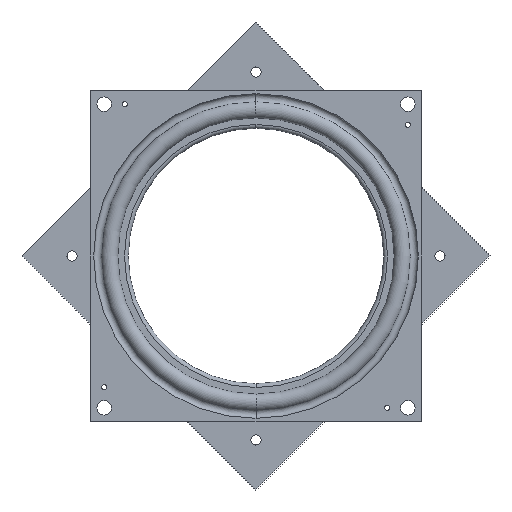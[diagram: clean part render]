
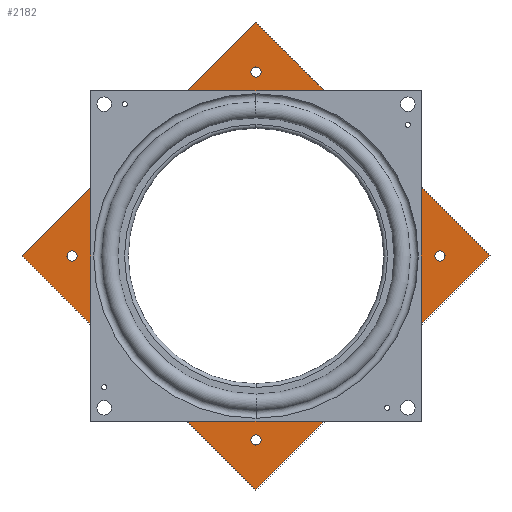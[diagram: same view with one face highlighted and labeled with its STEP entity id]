
A CAD part, front view. The second image highlights one B-rep face of the part: STEP entity #2182.
In plain terms, the highlighted planar face has unit normal (0, -1, 0).
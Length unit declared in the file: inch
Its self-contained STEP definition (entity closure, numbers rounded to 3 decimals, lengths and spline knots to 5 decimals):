
#27 = CARTESIAN_POINT ( 'NONE',  ( 4.28719, 0.101, 0. ) ) ;
#32 = EDGE_CURVE ( 'NONE', #2171, #678, #1094, .T. ) ;
#41 = LINE ( 'NONE', #487, #705 ) ;
#80 = FACE_BOUND ( 'NONE', #2252, .T. ) ;
#111 = VERTEX_POINT ( 'NONE', #891 ) ;
#203 = CARTESIAN_POINT ( 'NONE',  ( 3.37007, 0.101, -0.094 ) ) ;
#222 = AXIS2_PLACEMENT_3D ( 'NONE', #1465, #1453, #2248 ) ;
#243 = ORIENTED_EDGE ( 'NONE', *, *, #32, .T. ) ;
#267 = PLANE ( 'NONE',  #2221 ) ;
#282 = VERTEX_POINT ( 'NONE', #1711 ) ;
#487 = CARTESIAN_POINT ( 'NONE',  ( 0., 0.101, -4.28719 ) ) ;
#488 = ORIENTED_EDGE ( 'NONE', *, *, #1350, .T. ) ;
#496 = DIRECTION ( 'NONE',  ( 0.707, 0., 0.707 ) ) ;
#515 = CIRCLE ( 'NONE', #2293, 0.094 ) ;
#524 = VERTEX_POINT ( 'NONE', #1770 ) ;
#546 = DIRECTION ( 'NONE',  ( 0., 1., 0. ) ) ;
#547 = ORIENTED_EDGE ( 'NONE', *, *, #1618, .T. ) ;
#550 = DIRECTION ( 'NONE',  ( 0., 1., 0. ) ) ;
#555 = DIRECTION ( 'NONE',  ( 0., 0., 1. ) ) ;
#571 = CARTESIAN_POINT ( 'NONE',  ( 0., 0.101, 0. ) ) ;
#603 = ORIENTED_EDGE ( 'NONE', *, *, #2488, .T. ) ;
#627 = CIRCLE ( 'NONE', #1199, 0.094 ) ;
#636 = AXIS2_PLACEMENT_3D ( 'NONE', #2370, #546, #2150 ) ;
#657 = CARTESIAN_POINT ( 'NONE',  ( 0., 0.101, 3.0026 ) ) ;
#666 = VERTEX_POINT ( 'NONE', #203 ) ;
#676 = VERTEX_POINT ( 'NONE', #1027 ) ;
#678 = VERTEX_POINT ( 'NONE', #1445 ) ;
#692 = CARTESIAN_POINT ( 'NONE',  ( 2.9736, 0.101, 0. ) ) ;
#705 = VECTOR ( 'NONE', #496, 39.37008 ) ;
#712 = DIRECTION ( 'NONE',  ( 0., 1., 0. ) ) ;
#782 = EDGE_CURVE ( 'NONE', #524, #676, #868, .T. ) ;
#795 = DIRECTION ( 'NONE',  ( 0., 0., 1. ) ) ;
#842 = ORIENTED_EDGE ( 'NONE', *, *, #1398, .T. ) ;
#854 = EDGE_CURVE ( 'NONE', #1243, #666, #1942, .T. ) ;
#868 = CIRCLE ( 'NONE', #222, 0.094 ) ;
#891 = CARTESIAN_POINT ( 'NONE',  ( -4.28719, 0.101, 0. ) ) ;
#944 = VERTEX_POINT ( 'NONE', #1759 ) ;
#960 = ORIENTED_EDGE ( 'NONE', *, *, #1008, .T. ) ;
#994 = AXIS2_PLACEMENT_3D ( 'NONE', #1927, #712, #1765 ) ;
#1000 = DIRECTION ( 'NONE',  ( 0., 1., 0. ) ) ;
#1008 = EDGE_CURVE ( 'NONE', #944, #2104, #515, .T. ) ;
#1019 = CIRCLE ( 'NONE', #2443, 0.094 ) ;
#1027 = CARTESIAN_POINT ( 'NONE',  ( 0., 0.101, -3.46407 ) ) ;
#1047 = CARTESIAN_POINT ( 'NONE',  ( 3.37007, 0.101, 0.094 ) ) ;
#1053 = EDGE_LOOP ( 'NONE', ( #1826, #2207 ) ) ;
#1054 = VERTEX_POINT ( 'NONE', #2379 ) ;
#1094 = LINE ( 'NONE', #27, #2511 ) ;
#1101 = FACE_BOUND ( 'NONE', #1158, .T. ) ;
#1115 = CARTESIAN_POINT ( 'NONE',  ( 0., 0.101, 3.27607 ) ) ;
#1123 = DIRECTION ( 'NONE',  ( 0., 0., 1. ) ) ;
#1124 = ORIENTED_EDGE ( 'NONE', *, *, #2023, .T. ) ;
#1158 = EDGE_LOOP ( 'NONE', ( #1970, #1947 ) ) ;
#1170 = FACE_OUTER_BOUND ( 'NONE', #1813, .T. ) ;
#1173 = DIRECTION ( 'NONE',  ( 0., 1., 0. ) ) ;
#1199 = AXIS2_PLACEMENT_3D ( 'NONE', #2562, #550, #2152 ) ;
#1218 = EDGE_CURVE ( 'NONE', #676, #524, #2081, .T. ) ;
#1235 = FACE_BOUND ( 'NONE', #1053, .T. ) ;
#1243 = VERTEX_POINT ( 'NONE', #1047 ) ;
#1267 = DIRECTION ( 'NONE',  ( 0., 1., 0. ) ) ;
#1271 = DIRECTION ( 'NONE',  ( 0., 0., 1. ) ) ;
#1272 = DIRECTION ( 'NONE',  ( 0., 0., 1. ) ) ;
#1283 = CARTESIAN_POINT ( 'NONE',  ( 3.37007, 0.101, 0. ) ) ;
#1287 = ORIENTED_EDGE ( 'NONE', *, *, #1499, .T. ) ;
#1292 = DIRECTION ( 'NONE',  ( -0.707, 0., -0.707 ) ) ;
#1350 = EDGE_CURVE ( 'NONE', #282, #2171, #41, .T. ) ;
#1355 = DIRECTION ( 'NONE',  ( 0., 0., 1. ) ) ;
#1398 = EDGE_CURVE ( 'NONE', #111, #282, #1591, .T. ) ;
#1420 = FACE_BOUND ( 'NONE', #1934, .T. ) ;
#1424 = CIRCLE ( 'NONE', #1595, 3.0026 ) ;
#1445 = CARTESIAN_POINT ( 'NONE',  ( 0., 0.101, 4.28719 ) ) ;
#1453 = DIRECTION ( 'NONE',  ( 0., 1., 0. ) ) ;
#1457 = DIRECTION ( 'NONE',  ( 0., 1., 0. ) ) ;
#1465 = CARTESIAN_POINT ( 'NONE',  ( 0., 0.101, -3.37007 ) ) ;
#1482 = FACE_BOUND ( 'NONE', #1823, .T. ) ;
#1493 = AXIS2_PLACEMENT_3D ( 'NONE', #2251, #1457, #1272 ) ;
#1499 = EDGE_CURVE ( 'NONE', #2051, #1614, #2376, .T. ) ;
#1591 = LINE ( 'NONE', #2287, #2233 ) ;
#1595 = AXIS2_PLACEMENT_3D ( 'NONE', #571, #2556, #795 ) ;
#1613 = CARTESIAN_POINT ( 'NONE',  ( -3.37007, 0.101, -0.094 ) ) ;
#1614 = VERTEX_POINT ( 'NONE', #1783 ) ;
#1618 = EDGE_CURVE ( 'NONE', #1614, #2051, #1424, .T. ) ;
#1620 = ORIENTED_EDGE ( 'NONE', *, *, #854, .T. ) ;
#1638 = DIRECTION ( 'NONE',  ( -0.707, 0., 0.707 ) ) ;
#1639 = DIRECTION ( 'NONE',  ( 0., 0., 1. ) ) ;
#1666 = VECTOR ( 'NONE', #1292, 39.37008 ) ;
#1678 = CARTESIAN_POINT ( 'NONE',  ( 4.28719, 0.101, 0. ) ) ;
#1704 = EDGE_CURVE ( 'NONE', #1054, #1791, #1768, .T. ) ;
#1711 = CARTESIAN_POINT ( 'NONE',  ( 0., 0.101, -4.28719 ) ) ;
#1759 = CARTESIAN_POINT ( 'NONE',  ( 0., 0.101, 3.46407 ) ) ;
#1765 = DIRECTION ( 'NONE',  ( 0., 0., 1. ) ) ;
#1768 = CIRCLE ( 'NONE', #636, 0.094 ) ;
#1770 = CARTESIAN_POINT ( 'NONE',  ( 0., 0.101, -3.27607 ) ) ;
#1777 = CARTESIAN_POINT ( 'NONE',  ( 0., 0.101, 3.37007 ) ) ;
#1783 = CARTESIAN_POINT ( 'NONE',  ( 0., 0.101, -3.0026 ) ) ;
#1791 = VERTEX_POINT ( 'NONE', #1613 ) ;
#1813 = EDGE_LOOP ( 'NONE', ( #243, #2386, #842, #488 ) ) ;
#1823 = EDGE_LOOP ( 'NONE', ( #1620, #1124 ) ) ;
#1826 = ORIENTED_EDGE ( 'NONE', *, *, #1704, .T. ) ;
#1866 = DIRECTION ( 'NONE',  ( 0., 1., 0. ) ) ;
#1874 = CARTESIAN_POINT ( 'NONE',  ( 3.37007, 0.101, 0. ) ) ;
#1897 = CARTESIAN_POINT ( 'NONE',  ( -4.28719, 0.101, 0. ) ) ;
#1927 = CARTESIAN_POINT ( 'NONE',  ( -3.37007, 0.101, 0. ) ) ;
#1934 = EDGE_LOOP ( 'NONE', ( #960, #603 ) ) ;
#1942 = CIRCLE ( 'NONE', #2351, 0.094 ) ;
#1947 = ORIENTED_EDGE ( 'NONE', *, *, #1218, .T. ) ;
#1970 = ORIENTED_EDGE ( 'NONE', *, *, #782, .T. ) ;
#2013 = CIRCLE ( 'NONE', #994, 0.094 ) ;
#2023 = EDGE_CURVE ( 'NONE', #666, #1243, #1019, .T. ) ;
#2031 = AXIS2_PLACEMENT_3D ( 'NONE', #2542, #1173, #1355 ) ;
#2051 = VERTEX_POINT ( 'NONE', #657 ) ;
#2081 = CIRCLE ( 'NONE', #1493, 0.094 ) ;
#2100 = DIRECTION ( 'NONE',  ( 0.707, 0., -0.707 ) ) ;
#2104 = VERTEX_POINT ( 'NONE', #1115 ) ;
#2150 = DIRECTION ( 'NONE',  ( 0., 0., 1. ) ) ;
#2152 = DIRECTION ( 'NONE',  ( 0., 0., 1. ) ) ;
#2171 = VERTEX_POINT ( 'NONE', #1678 ) ;
#2182 = ADVANCED_FACE ( 'NONE', ( #1482, #1101, #1235, #1420, #1170, #80 ), #267, .F. ) ;
#2207 = ORIENTED_EDGE ( 'NONE', *, *, #2424, .T. ) ;
#2220 = LINE ( 'NONE', #1897, #1666 ) ;
#2221 = AXIS2_PLACEMENT_3D ( 'NONE', #692, #2489, #1271 ) ;
#2233 = VECTOR ( 'NONE', #2100, 39.37008 ) ;
#2248 = DIRECTION ( 'NONE',  ( 0., 0., 1. ) ) ;
#2251 = CARTESIAN_POINT ( 'NONE',  ( 0., 0.101, -3.37007 ) ) ;
#2252 = EDGE_LOOP ( 'NONE', ( #1287, #547 ) ) ;
#2271 = EDGE_CURVE ( 'NONE', #678, #111, #2220, .T. ) ;
#2287 = CARTESIAN_POINT ( 'NONE',  ( 0., 0.101, -4.28719 ) ) ;
#2293 = AXIS2_PLACEMENT_3D ( 'NONE', #1777, #1000, #555 ) ;
#2351 = AXIS2_PLACEMENT_3D ( 'NONE', #1283, #1866, #1123 ) ;
#2370 = CARTESIAN_POINT ( 'NONE',  ( -3.37007, 0.101, 0. ) ) ;
#2376 = CIRCLE ( 'NONE', #2031, 3.0026 ) ;
#2379 = CARTESIAN_POINT ( 'NONE',  ( -3.37007, 0.101, 0.094 ) ) ;
#2386 = ORIENTED_EDGE ( 'NONE', *, *, #2271, .T. ) ;
#2424 = EDGE_CURVE ( 'NONE', #1791, #1054, #2013, .T. ) ;
#2443 = AXIS2_PLACEMENT_3D ( 'NONE', #1874, #1267, #1639 ) ;
#2488 = EDGE_CURVE ( 'NONE', #2104, #944, #627, .T. ) ;
#2489 = DIRECTION ( 'NONE',  ( 0., 1., 0. ) ) ;
#2511 = VECTOR ( 'NONE', #1638, 39.37008 ) ;
#2542 = CARTESIAN_POINT ( 'NONE',  ( 0., 0.101, 0. ) ) ;
#2556 = DIRECTION ( 'NONE',  ( 0., 1., 0. ) ) ;
#2562 = CARTESIAN_POINT ( 'NONE',  ( 0., 0.101, 3.37007 ) ) ;
